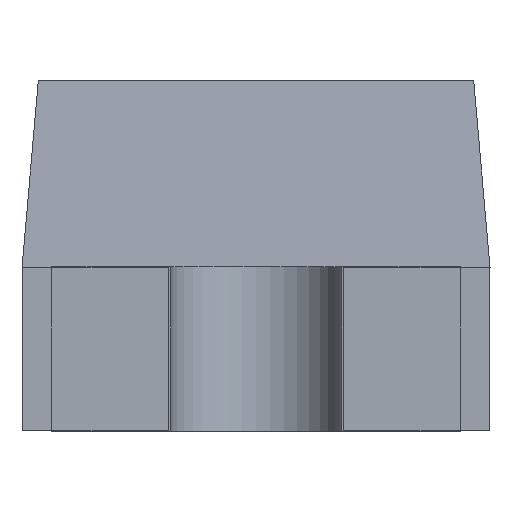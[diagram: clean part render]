
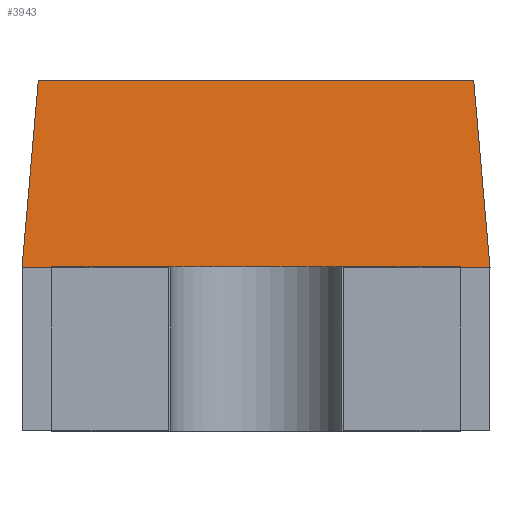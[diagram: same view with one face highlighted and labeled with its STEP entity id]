
A CAD part, left-side view. The second image highlights one B-rep face of the part: STEP entity #3943.
In plain terms, the highlighted planar face has unit normal (-0.996, 0, 0.087).
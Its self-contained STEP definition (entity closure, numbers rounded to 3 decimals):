
#138 = VECTOR ( 'NONE', #1874, 1000. ) ;
#154 = VERTEX_POINT ( 'NONE', #2253 ) ;
#186 = FACE_OUTER_BOUND ( 'NONE', #3869, .T. ) ;
#241 = DIRECTION ( 'NONE',  ( -0.996, 0., 0.087 ) ) ;
#336 = VECTOR ( 'NONE', #3847, 1000. ) ;
#408 = ORIENTED_EDGE ( 'NONE', *, *, #854, .F. ) ;
#854 = EDGE_CURVE ( 'NONE', #2986, #3461, #939, .T. ) ;
#939 = LINE ( 'NONE', #3394, #138 ) ;
#966 = ORIENTED_EDGE ( 'NONE', *, *, #1453, .T. ) ;
#1040 = LINE ( 'NONE', #3511, #3171 ) ;
#1123 = CARTESIAN_POINT ( 'NONE',  ( -0.599, 0.401, 0.28 ) ) ;
#1145 = DIRECTION ( 'NONE',  ( 0.087, 0., 0.996 ) ) ;
#1215 = EDGE_CURVE ( 'NONE', #3225, #2986, #1040, .T. ) ;
#1453 = EDGE_CURVE ( 'NONE', #154, #3461, #3872, .T. ) ;
#1739 = CARTESIAN_POINT ( 'NONE',  ( -0.599, -0.401, 0.28 ) ) ;
#1874 = DIRECTION ( 'NONE',  ( -0.087, -0.087, -0.992 ) ) ;
#2116 = AXIS2_PLACEMENT_3D ( 'NONE', #2657, #241, #1145 ) ;
#2253 = CARTESIAN_POINT ( 'NONE',  ( -0.599, 0.401, 0.28 ) ) ;
#2281 = ORIENTED_EDGE ( 'NONE', *, *, #1215, .F. ) ;
#2285 = CARTESIAN_POINT ( 'NONE',  ( -0.571, 0.373, 0.6 ) ) ;
#2405 = PLANE ( 'NONE',  #2116 ) ;
#2508 = DIRECTION ( 'NONE',  ( 0., -1., 0. ) ) ;
#2657 = CARTESIAN_POINT ( 'NONE',  ( -0.599, 0.401, 0.28 ) ) ;
#2739 = EDGE_CURVE ( 'NONE', #3225, #154, #3368, .T. ) ;
#2771 = CARTESIAN_POINT ( 'NONE',  ( -0.599, 0.401, 0.28 ) ) ;
#2986 = VERTEX_POINT ( 'NONE', #3033 ) ;
#3033 = CARTESIAN_POINT ( 'NONE',  ( -0.571, -0.373, 0.6 ) ) ;
#3171 = VECTOR ( 'NONE', #2508, 1000. ) ;
#3225 = VERTEX_POINT ( 'NONE', #2285 ) ;
#3287 = VECTOR ( 'NONE', #4013, 1000. ) ;
#3368 = LINE ( 'NONE', #2771, #3287 ) ;
#3394 = CARTESIAN_POINT ( 'NONE',  ( -0.599, -0.401, 0.28 ) ) ;
#3461 = VERTEX_POINT ( 'NONE', #1739 ) ;
#3511 = CARTESIAN_POINT ( 'NONE',  ( -0.571, 0.401, 0.6 ) ) ;
#3847 = DIRECTION ( 'NONE',  ( 0., -1., 0. ) ) ;
#3869 = EDGE_LOOP ( 'NONE', ( #966, #408, #2281, #3925 ) ) ;
#3872 = LINE ( 'NONE', #1123, #336 ) ;
#3925 = ORIENTED_EDGE ( 'NONE', *, *, #2739, .T. ) ;
#3943 = ADVANCED_FACE ( 'NONE', ( #186 ), #2405, .T. ) ;
#4013 = DIRECTION ( 'NONE',  ( -0.087, 0.087, -0.992 ) ) ;
